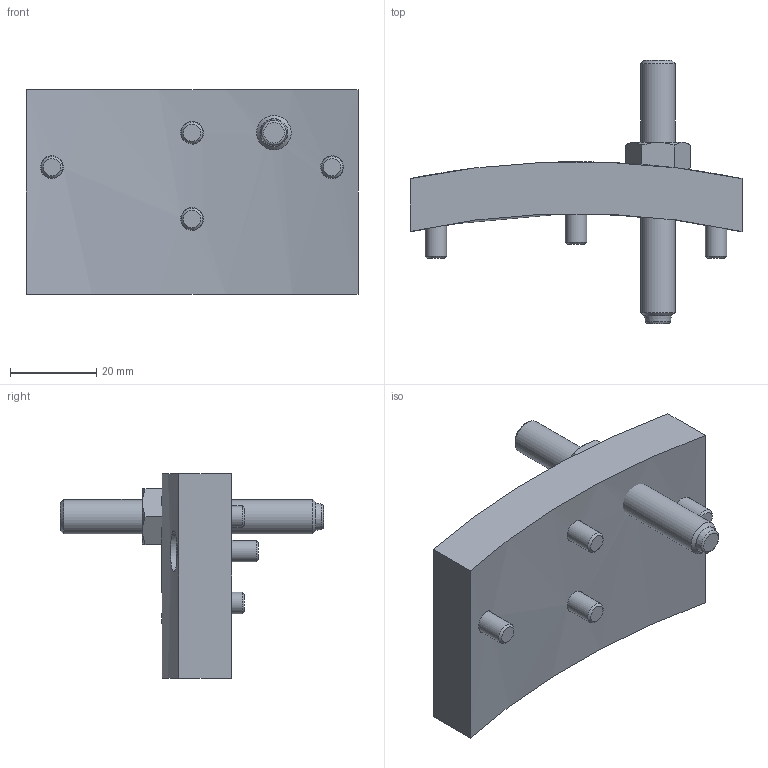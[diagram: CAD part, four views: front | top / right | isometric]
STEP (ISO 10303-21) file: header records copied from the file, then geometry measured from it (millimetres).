
FILE_DESCRIPTION(/* description */ ('STEP AP214'),/* implementation_level */ '2;1');
FILE_NAME(/* name */ '539093_HGPL-HR-25',/* time_stamp */ '2024-08-24T08:21:58+02:00',/* author */ ('License CC BY-ND 4.0'),/* organization */ ('CADENAS'),/* preprocessor_version */ 'ST-DEVELOPER v19.3',/* originating_system */ 'PARTsolutions',/* authorisation */ ' ');
FILE_SCHEMA (('AUTOMOTIVE_DESIGN {1 0 10303 214 3 1 1}'));
Length unit declared in the file: millimetre
Products named in the file (5): 539093 HGPL-HR-25; 539093 HGPL-HR-25---(25PL); DIN-912 - M5x14(F); DIN 934 - M8(F); HGPL M8x61---(B)
Assembly tree (7 placements, depth 2):
  539093 HGPL-HR-25
    539093 HGPL-HR-25---(25PL)
    DIN-912 - M5x14(F)  x4
    DIN 934 - M8(F)
    HGPL M8x61---(B)
Bounding box: 77 x 61 x 47.5 mm (x, y, z)
Volume: 47243.9 mm3; surface area: 15718.9 mm2
Topology: 7 solids, 7 shells, 162 faces, 313 edges, 176 vertices
Faces by surface type: plane 87, cone 52, cylinder 22, torus 1
Full cylindrical faces by diameter (mm): 5 x4, 5.3 x4, 6.647 x2, 8 x1, 8.5 x4, 9.4 x4, 16 x1
Entity records: 2238 total; most frequent: CARTESIAN_POINT 489, DIRECTION 318, ORIENTED_EDGE 252, AXIS2_PLACEMENT_3D 134, FACE_BOUND 127, EDGE_CURVE 126, EDGE_LOOP 126, VERTEX_POINT 93
